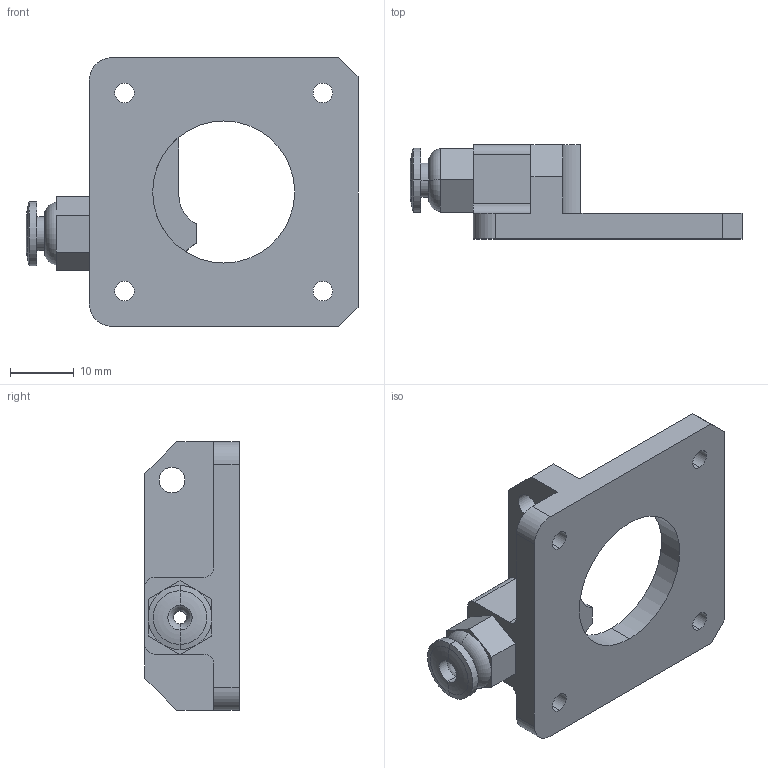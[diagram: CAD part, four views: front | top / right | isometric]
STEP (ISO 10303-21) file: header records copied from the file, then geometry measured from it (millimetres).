
FILE_DESCRIPTION (( 'STEP AP214' ), '1' );
FILE_NAME ('Pt1_Extruder_DIY_3DPrinter.STEP', '2024-10-07T15:17:13', ( '' ), ( '' ), 'SwSTEP 2.0', 'SolidWorks 2010', '' );
FILE_SCHEMA (( 'AUTOMOTIVE_DESIGN' ));
Length unit declared in the file: millimetre
Products named in the file (1): Pt1_Extruder_DIY_3DPrinter
Bounding box: 51.9 x 14.75 x 42 mm (x, y, z)
Volume: 9319.9 mm3; surface area: 5573.9 mm2
Topology: 1 solids, 1 shells, 72 faces, 188 edges, 118 vertices
Faces by surface type: plane 32, cylinder 28, torus 6, cone 6
Entity records: 2537 total; most frequent: DIRECTION 409, CARTESIAN_POINT 379, ORIENTED_EDGE 376, EDGE_CURVE 188, AXIS2_PLACEMENT_3D 148, VERTEX_POINT 118, LINE 113, VECTOR 113
